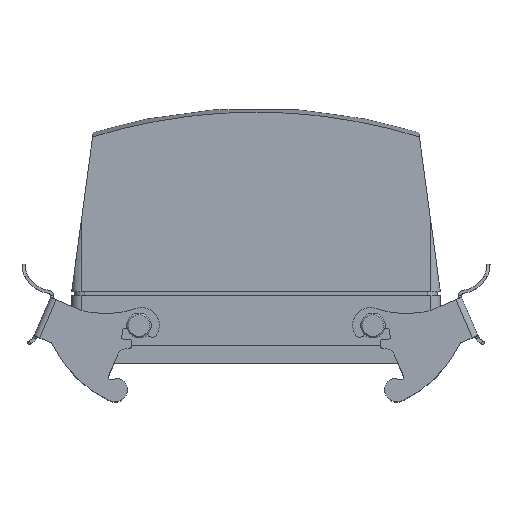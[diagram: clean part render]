
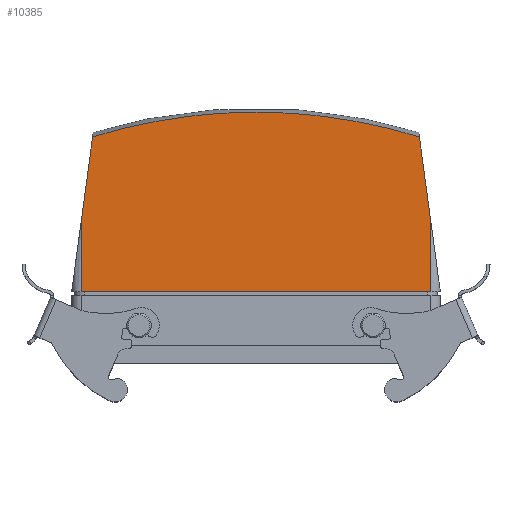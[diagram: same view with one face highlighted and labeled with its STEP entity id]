
A CAD part, top view. The second image highlights one B-rep face of the part: STEP entity #10385.
In plain terms, the highlighted planar face has unit normal (0, 0, 1).
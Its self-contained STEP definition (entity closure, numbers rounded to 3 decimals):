
#1518 = ORIENTED_EDGE ( 'NONE', *, *, #9641, .F. ) ;
#1519 = ORIENTED_EDGE ( 'NONE', *, *, #9644, .T. ) ;
#1520 = ORIENTED_EDGE ( 'NONE', *, *, #9642, .F. ) ;
#1521 = ORIENTED_EDGE ( 'NONE', *, *, #9640, .T. ) ;
#1522 = ORIENTED_EDGE ( 'NONE', *, *, #9638, .F. ) ;
#1523 = ORIENTED_EDGE ( 'NONE', *, *, #9639, .F. ) ;
#1884 = CARTESIAN_POINT ( 'NONE',  ( 117.3, 41.187, 43.5 ) ) ;
#1923 = CARTESIAN_POINT ( 'NONE',  ( 6.847, 68.127, 43.5 ) ) ;
#1929 = CARTESIAN_POINT ( 'NONE',  ( 113.653, 68.127, 43.5 ) ) ;
#1945 = CARTESIAN_POINT ( 'NONE',  ( 3.2, 17.55, 43.5 ) ) ;
#1974 = CARTESIAN_POINT ( 'NONE',  ( 117.3, 17.55, 43.5 ) ) ;
#1991 = CARTESIAN_POINT ( 'NONE',  ( 3.2, 41.187, 43.5 ) ) ;
#2909 = VECTOR ( 'NONE', #9312, 1000. ) ;
#2910 = VECTOR ( 'NONE', #9314, 1000. ) ;
#2911 = CIRCLE ( 'NONE', #2913, 180.691 ) ;
#2912 = VECTOR ( 'NONE', #9316, 1000. ) ;
#2913 = AXIS2_PLACEMENT_3D ( 'NONE', #9317, #9319, #6322 ) ;
#2915 = VECTOR ( 'NONE', #6324, 1000. ) ;
#2918 = VECTOR ( 'NONE', #6329, 1000. ) ;
#3504 = FACE_OUTER_BOUND ( 'NONE', #10662, .T. ) ;
#4077 = LINE ( 'NONE', #9311, #2909 ) ;
#4078 = LINE ( 'NONE', #9313, #2910 ) ;
#4079 = LINE ( 'NONE', #9315, #2912 ) ;
#4080 = LINE ( 'NONE', #6323, #2915 ) ;
#4081 = LINE ( 'NONE', #6328, #2918 ) ;
#5452 = PLANE ( 'NONE',  #6050 ) ;
#5453 = CARTESIAN_POINT ( 'NONE',  ( 3.2, 65.55, 43.5 ) ) ;
#5454 = DIRECTION ( 'NONE',  ( 0., 0., -1. ) ) ;
#5455 = DIRECTION ( 'NONE',  ( -1., 0., 0. ) ) ;
#6050 = AXIS2_PLACEMENT_3D ( 'NONE', #5453, #5454, #5455 ) ;
#6322 = DIRECTION ( 'NONE',  ( 1., 0., 0. ) ) ;
#6323 = CARTESIAN_POINT ( 'NONE',  ( 0., 17.55, 43.5 ) ) ;
#6324 = DIRECTION ( 'NONE',  ( 0.134, 0.991, 0. ) ) ;
#6328 = CARTESIAN_POINT ( 'NONE',  ( 3.2, 65.55, 43.5 ) ) ;
#6329 = DIRECTION ( 'NONE',  ( 0., -1., 0. ) ) ;
#8978 = VERTEX_POINT ( 'NONE', #1884 ) ;
#9060 = VERTEX_POINT ( 'NONE', #1991 ) ;
#9130 = VERTEX_POINT ( 'NONE', #1974 ) ;
#9234 = VERTEX_POINT ( 'NONE', #1945 ) ;
#9279 = VERTEX_POINT ( 'NONE', #1929 ) ;
#9311 = CARTESIAN_POINT ( 'NONE',  ( 120.5, 17.55, 43.5 ) ) ;
#9312 = DIRECTION ( 'NONE',  ( 0.134, -0.991, 0. ) ) ;
#9313 = CARTESIAN_POINT ( 'NONE',  ( 117.3, 65.55, 43.5 ) ) ;
#9314 = DIRECTION ( 'NONE',  ( 0., -1., 0. ) ) ;
#9315 = CARTESIAN_POINT ( 'NONE',  ( 3.2, 17.55, 43.5 ) ) ;
#9316 = DIRECTION ( 'NONE',  ( 1., 0., 0. ) ) ;
#9317 = CARTESIAN_POINT ( 'NONE',  ( 60.25, -104.492, 43.5 ) ) ;
#9319 = DIRECTION ( 'NONE',  ( 0., 0., -1. ) ) ;
#9330 = VERTEX_POINT ( 'NONE', #1923 ) ;
#9638 = EDGE_CURVE ( 'NONE', #9279, #8978, #4077, .T. ) ;
#9639 = EDGE_CURVE ( 'NONE', #8978, #9130, #4078, .T. ) ;
#9640 = EDGE_CURVE ( 'NONE', #9234, #9130, #4079, .T. ) ;
#9641 = EDGE_CURVE ( 'NONE', #9330, #9279, #2911, .T. ) ;
#9642 = EDGE_CURVE ( 'NONE', #9060, #9330, #4080, .T. ) ;
#9644 = EDGE_CURVE ( 'NONE', #9060, #9234, #4081, .T. ) ;
#10385 = ADVANCED_FACE ( 'NONE', ( #3504 ), #5452, .F. ) ;
#10662 = EDGE_LOOP ( 'NONE', ( #1518, #1520, #1519, #1521, #1523, #1522 ) ) ;
